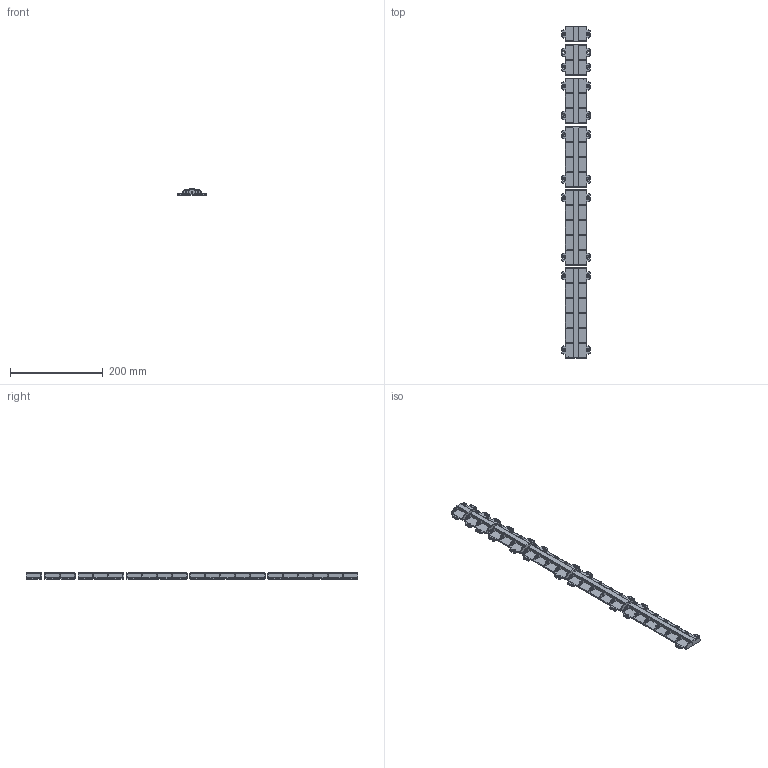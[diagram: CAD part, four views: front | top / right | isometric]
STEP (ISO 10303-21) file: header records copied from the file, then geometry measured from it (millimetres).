
FILE_DESCRIPTION(/* description */ (''),/* implementation_level */ '2;1');
FILE_NAME(/* name */ 'Wago 221-415 Mount.step',/* time_stamp */ '2023-03-10T17:09:53+01:00',/* author */ (''),/* organization */ (''),/* preprocessor_version */ 'ST-DEVELOPER v19.2',/* originating_system */ 'Autodesk Translation Framework v11.17.0.187',/* authorisation */ '');
FILE_SCHEMA (('AUTOMOTIVE_DESIGN { 1 0 10303 214 3 1 1 }'));
Products named in the file (1): Wago 221-415 Mount
Bounding box: 62 x 715 x 13.5 mm (x, y, z)
Volume: 156682.5 mm3; surface area: 112828.5 mm2
Topology: 6 solids, 6 shells, 2180 faces, 5537 edges, 3369 vertices
Faces by surface type: plane 1584, cone 278, cylinder 234, bspline 84
Full cylindrical faces by diameter (mm): 4.1 x22
Entity records: 65834 total; most frequent: CARTESIAN_POINT 14945, ORIENTED_EDGE 11074, DIRECTION 9805, EDGE_CURVE 5537, LINE 3951, VECTOR 3951, VERTEX_POINT 3369, AXIS2_PLACEMENT_3D 2927
